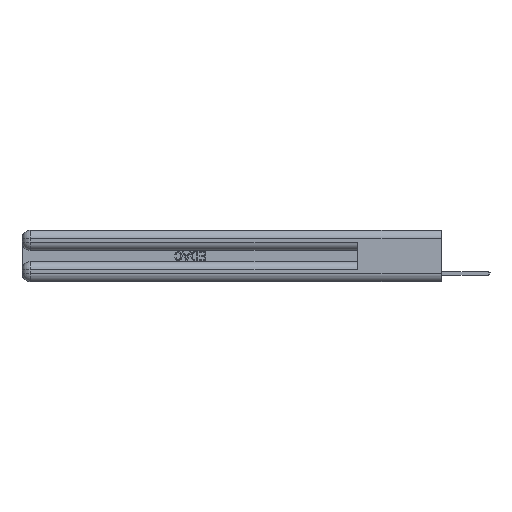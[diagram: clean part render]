
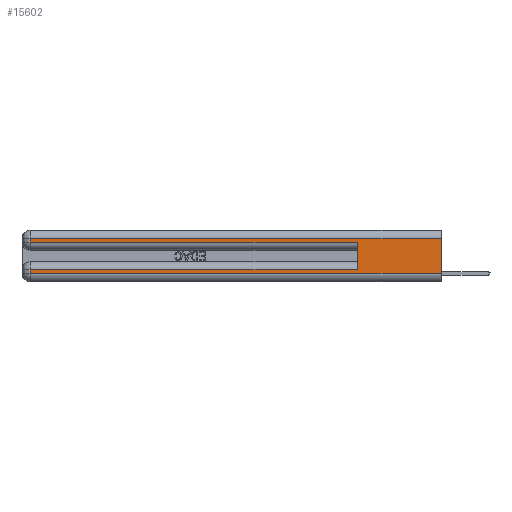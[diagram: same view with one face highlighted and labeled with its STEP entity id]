
A CAD part, left-side view. The second image highlights one B-rep face of the part: STEP entity #15602.
In plain terms, the highlighted planar face has unit normal (-1, 0, 0).
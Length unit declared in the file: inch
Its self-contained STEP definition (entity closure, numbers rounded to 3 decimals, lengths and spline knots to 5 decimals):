
#9 = CARTESIAN_POINT ( 'NONE',  ( 0., 0., 0.37 ) ) ;
#87 = CARTESIAN_POINT ( 'NONE',  ( 0., 0., 0.37 ) ) ;
#304 = DIRECTION ( 'NONE',  ( 0., 0., -1. ) ) ;
#359 = DIRECTION ( 'NONE',  ( 0., 0., -1. ) ) ;
#550 = DIRECTION ( 'NONE',  ( 0., 0., 1. ) ) ;
#2356 = DIRECTION ( 'NONE',  ( 0., 0., -1. ) ) ;
#4154 = FACE_OUTER_BOUND ( 'NONE', #15237, .T. ) ;
#4226 = CARTESIAN_POINT ( 'NONE',  ( 0., 2.94, 0.06 ) ) ;
#4869 = VERTEX_POINT ( 'NONE', #15390 ) ;
#6205 = ORIENTED_EDGE ( 'NONE', *, *, #7089, .F. ) ;
#6858 = CARTESIAN_POINT ( 'NONE',  ( 0., 0., 0.06 ) ) ;
#7043 = VERTEX_POINT ( 'NONE', #12057 ) ;
#7089 = EDGE_CURVE ( 'NONE', #7043, #21743, #25091, .T. ) ;
#7776 = DIRECTION ( 'NONE',  ( 0., -1., 0. ) ) ;
#8091 = CARTESIAN_POINT ( 'NONE',  ( 0., 2.94, 0.085 ) ) ;
#8146 = VECTOR ( 'NONE', #550, 39.37008 ) ;
#8450 = CARTESIAN_POINT ( 'NONE',  ( 0., 0., 0.31 ) ) ;
#9164 = DIRECTION ( 'NONE',  ( 0., 1., 0. ) ) ;
#11497 = EDGE_CURVE ( 'NONE', #17213, #20385, #25238, .T. ) ;
#11559 = VECTOR ( 'NONE', #12394, 39.37008 ) ;
#11744 = VECTOR ( 'NONE', #7776, 39.37008 ) ;
#12057 = CARTESIAN_POINT ( 'NONE',  ( 0., 0., 0.31 ) ) ;
#12146 = ORIENTED_EDGE ( 'NONE', *, *, #24362, .T. ) ;
#12352 = EDGE_CURVE ( 'NONE', #17213, #27663, #15938, .T. ) ;
#12394 = DIRECTION ( 'NONE',  ( 0., 0., -1. ) ) ;
#13299 = VERTEX_POINT ( 'NONE', #4226 ) ;
#13513 = VECTOR ( 'NONE', #20873, 39.37008 ) ;
#14110 = DIRECTION ( 'NONE',  ( 0., 1., 0. ) ) ;
#14613 = CARTESIAN_POINT ( 'NONE',  ( 0., 2.94, 0.37 ) ) ;
#14767 = CARTESIAN_POINT ( 'NONE',  ( 0., 0., 0.285 ) ) ;
#15137 = LINE ( 'NONE', #14767, #11744 ) ;
#15237 = EDGE_LOOP ( 'NONE', ( #6205, #18375, #28079, #28665, #28197, #27577, #12146, #18511 ) ) ;
#15390 = CARTESIAN_POINT ( 'NONE',  ( 0., 2.94, 0.31 ) ) ;
#15602 = ADVANCED_FACE ( 'NONE', ( #4154 ), #19009, .F. ) ;
#15938 = LINE ( 'NONE', #26017, #24859 ) ;
#16122 = LINE ( 'NONE', #14613, #16466 ) ;
#16466 = VECTOR ( 'NONE', #359, 39.37008 ) ;
#17213 = VERTEX_POINT ( 'NONE', #20887 ) ;
#18224 = CARTESIAN_POINT ( 'NONE',  ( 0., 0., 0.06 ) ) ;
#18375 = ORIENTED_EDGE ( 'NONE', *, *, #25581, .T. ) ;
#18511 = ORIENTED_EDGE ( 'NONE', *, *, #29548, .T. ) ;
#18735 = AXIS2_PLACEMENT_3D ( 'NONE', #9, #21413, #2356 ) ;
#19009 = PLANE ( 'NONE',  #18735 ) ;
#19081 = CARTESIAN_POINT ( 'NONE',  ( 0., 2.94, 0.285 ) ) ;
#19430 = LINE ( 'NONE', #6858, #13513 ) ;
#19460 = CARTESIAN_POINT ( 'NONE',  ( 0., 0.6, 0.145 ) ) ;
#19906 = CARTESIAN_POINT ( 'NONE',  ( 0., 0.6, 0.285 ) ) ;
#20385 = VERTEX_POINT ( 'NONE', #19906 ) ;
#20873 = DIRECTION ( 'NONE',  ( 0., -1., 0. ) ) ;
#20887 = CARTESIAN_POINT ( 'NONE',  ( 0., 0.6, 0.085 ) ) ;
#20999 = VECTOR ( 'NONE', #304, 39.37008 ) ;
#21413 = DIRECTION ( 'NONE',  ( 1., 0., 0. ) ) ;
#21743 = VERTEX_POINT ( 'NONE', #18224 ) ;
#23373 = EDGE_CURVE ( 'NONE', #25883, #20385, #15137, .T. ) ;
#24362 = EDGE_CURVE ( 'NONE', #27663, #13299, #27158, .T. ) ;
#24859 = VECTOR ( 'NONE', #14110, 39.37008 ) ;
#25091 = LINE ( 'NONE', #87, #20999 ) ;
#25224 = LINE ( 'NONE', #8450, #27797 ) ;
#25238 = LINE ( 'NONE', #19460, #8146 ) ;
#25581 = EDGE_CURVE ( 'NONE', #7043, #4869, #25224, .T. ) ;
#25883 = VERTEX_POINT ( 'NONE', #19081 ) ;
#26017 = CARTESIAN_POINT ( 'NONE',  ( 0., 0., 0.085 ) ) ;
#26502 = CARTESIAN_POINT ( 'NONE',  ( 0., 2.94, 0.37 ) ) ;
#27158 = LINE ( 'NONE', #26502, #11559 ) ;
#27577 = ORIENTED_EDGE ( 'NONE', *, *, #12352, .T. ) ;
#27663 = VERTEX_POINT ( 'NONE', #8091 ) ;
#27797 = VECTOR ( 'NONE', #9164, 39.37008 ) ;
#28079 = ORIENTED_EDGE ( 'NONE', *, *, #28539, .T. ) ;
#28197 = ORIENTED_EDGE ( 'NONE', *, *, #11497, .F. ) ;
#28539 = EDGE_CURVE ( 'NONE', #4869, #25883, #16122, .T. ) ;
#28665 = ORIENTED_EDGE ( 'NONE', *, *, #23373, .T. ) ;
#29548 = EDGE_CURVE ( 'NONE', #13299, #21743, #19430, .T. ) ;
